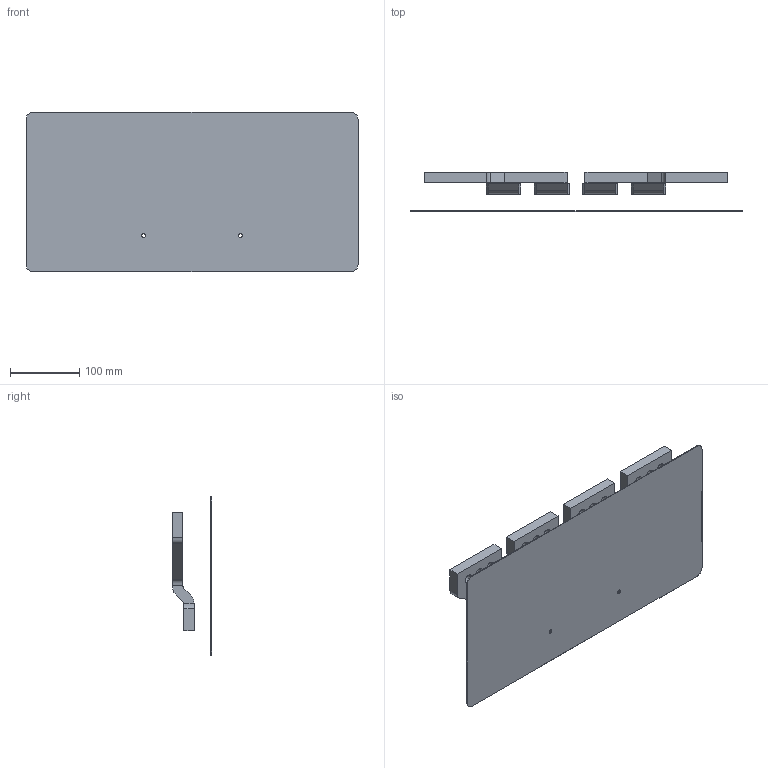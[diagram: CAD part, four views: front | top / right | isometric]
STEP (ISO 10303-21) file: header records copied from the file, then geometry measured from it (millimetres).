
FILE_DESCRIPTION((''),'2;1');
FILE_NAME('1SDH002065A1396_IGES','2019-07-02T',('ITSTCAR1'),(''),'CREO PARAMETRIC BY PTC INC, 2016050','CREO PARAMETRIC BY PTC INC, 2016050','');
FILE_SCHEMA(('AUTOMOTIVE_DESIGN { 1 0 10303 214 1 1 1 1 }'));
Length unit declared in the file: millimetre
Products named in the file (1): 1SDH002065A1396_IGES
Bounding box: 480 x 56.5 x 230 mm (x, y, z)
Volume: 729715.8 mm3; surface area: 349133.1 mm2
Topology: 5 solids, 5 shells, 170 faces, 484 edges, 324 vertices
Faces by surface type: cylinder 86, plane 84
Entity records: 7587 total; most frequent: CARTESIAN_POINT 1089, DIRECTION 984, ORIENTED_EDGE 968, EDGE_CURVE 484, AXIS2_PLACEMENT_3D 346, VERTEX_POINT 324, VECTOR 292, LINE 292
